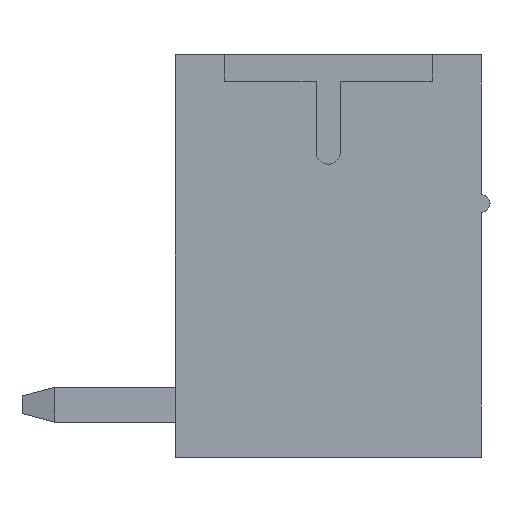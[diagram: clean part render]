
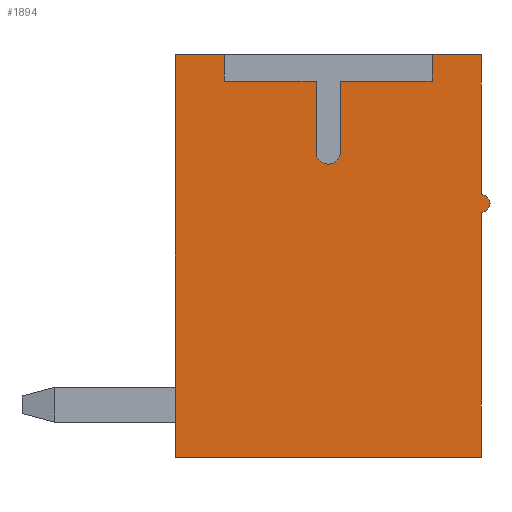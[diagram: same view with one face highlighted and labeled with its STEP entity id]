
A CAD part, left-side view. The second image highlights one B-rep face of the part: STEP entity #1894.
In plain terms, the highlighted planar face has unit normal (-1, 0, 0).
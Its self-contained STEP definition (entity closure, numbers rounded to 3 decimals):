
#1894 = ADVANCED_FACE( '', ( #4328 ), #4329, .F. );
#4328 = FACE_OUTER_BOUND( '', #7413, .T. );
#4329 = PLANE( '', #7414 );
#7413 = EDGE_LOOP( '', ( #12470, #12471, #12472, #12473, #12474, #12475, #12476, #12477, #12478, #12479, #12480, #12481, #12482, #12483 ) );
#7414 = AXIS2_PLACEMENT_3D( '', #12484, #12485, #12486 );
#12470 = ORIENTED_EDGE( '', *, *, #19567, .T. );
#12471 = ORIENTED_EDGE( '', *, *, #20702, .T. );
#12472 = ORIENTED_EDGE( '', *, *, #19115, .T. );
#12473 = ORIENTED_EDGE( '', *, *, #20703, .T. );
#12474 = ORIENTED_EDGE( '', *, *, #20704, .T. );
#12475 = ORIENTED_EDGE( '', *, *, #20705, .T. );
#12476 = ORIENTED_EDGE( '', *, *, #20706, .T. );
#12477 = ORIENTED_EDGE( '', *, *, #20135, .T. );
#12478 = ORIENTED_EDGE( '', *, *, #20707, .T. );
#12479 = ORIENTED_EDGE( '', *, *, #20708, .T. );
#12480 = ORIENTED_EDGE( '', *, *, #20709, .T. );
#12481 = ORIENTED_EDGE( '', *, *, #19691, .T. );
#12482 = ORIENTED_EDGE( '', *, *, #20710, .T. );
#12483 = ORIENTED_EDGE( '', *, *, #20261, .T. );
#12484 = CARTESIAN_POINT( '', ( -42.355, 0., 2.375 ) );
#12485 = DIRECTION( '', ( 1., 0., 0. ) );
#12486 = DIRECTION( '', ( 0., 0., -1. ) );
#19115 = EDGE_CURVE( '', #23003, #23001, #23004, .T. );
#19567 = EDGE_CURVE( '', #23799, #23800, #23801, .T. );
#19691 = EDGE_CURVE( '', #24014, #24015, #24016, .T. );
#20135 = EDGE_CURVE( '', #24784, #24782, #24785, .T. );
#20261 = EDGE_CURVE( '', #24984, #23799, #24985, .F. );
#20702 = EDGE_CURVE( '', #23800, #23003, #25678, .T. );
#20703 = EDGE_CURVE( '', #23001, #25679, #25680, .T. );
#20704 = EDGE_CURVE( '', #25679, #25681, #25682, .T. );
#20705 = EDGE_CURVE( '', #25681, #25683, #25684, .T. );
#20706 = EDGE_CURVE( '', #25683, #24784, #25685, .T. );
#20707 = EDGE_CURVE( '', #24782, #25686, #25687, .T. );
#20708 = EDGE_CURVE( '', #25686, #25688, #25689, .T. );
#20709 = EDGE_CURVE( '', #25688, #24014, #25690, .T. );
#20710 = EDGE_CURVE( '', #24015, #24984, #25691, .T. );
#23001 = VERTEX_POINT( '', #28732 );
#23003 = VERTEX_POINT( '', #28735 );
#23004 = LINE( '', #28736, #28737 );
#23799 = VERTEX_POINT( '', #29868 );
#23800 = VERTEX_POINT( '', #29869 );
#23801 = LINE( '', #29870, #29871 );
#24014 = VERTEX_POINT( '', #30179 );
#24015 = VERTEX_POINT( '', #30180 );
#24016 = LINE( '', #30181, #30182 );
#24782 = VERTEX_POINT( '', #31301 );
#24784 = VERTEX_POINT( '', #31304 );
#24785 = LINE( '', #31305, #31306 );
#24984 = VERTEX_POINT( '', #31589 );
#24985 = CIRCLE( '', #31590, 0.2 );
#25678 = LINE( '', #32619, #32620 );
#25679 = VERTEX_POINT( '', #32621 );
#25680 = LINE( '', #32622, #32623 );
#25681 = VERTEX_POINT( '', #32624 );
#25682 = LINE( '', #32625, #32626 );
#25683 = VERTEX_POINT( '', #32627 );
#25684 = CIRCLE( '', #32628, 0.275 );
#25685 = LINE( '', #32629, #32630 );
#25686 = VERTEX_POINT( '', #32631 );
#25687 = LINE( '', #32632, #32633 );
#25688 = VERTEX_POINT( '', #32634 );
#25689 = LINE( '', #32635, #32636 );
#25690 = LINE( '', #32637, #32638 );
#25691 = LINE( '', #32639, #32640 );
#28732 = CARTESIAN_POINT( '', ( -42.355, -2.375, 4. ) );
#28735 = CARTESIAN_POINT( '', ( -42.355, -2.375, 4.6 ) );
#28736 = CARTESIAN_POINT( '', ( -42.355, -2.375, 4.6 ) );
#28737 = VECTOR( '', #36650, 1000. );
#29868 = CARTESIAN_POINT( '', ( -42.355, -3.5, 1.4 ) );
#29869 = CARTESIAN_POINT( '', ( -42.355, -3.5, 4.6 ) );
#29870 = CARTESIAN_POINT( '', ( -42.355, -3.5, 1.4 ) );
#29871 = VECTOR( '', #37080, 1000. );
#30179 = CARTESIAN_POINT( '', ( -42.355, 3.5, -4.6 ) );
#30180 = CARTESIAN_POINT( '', ( -42.355, -3.5, -4.6 ) );
#30181 = CARTESIAN_POINT( '', ( -42.355, 3.5, -4.6 ) );
#30182 = VECTOR( '', #37194, 1000. );
#31301 = CARTESIAN_POINT( '', ( -42.355, 2.375, 4. ) );
#31304 = CARTESIAN_POINT( '', ( -42.355, 0.275, 4. ) );
#31305 = CARTESIAN_POINT( '', ( -42.355, 0.275, 4. ) );
#31306 = VECTOR( '', #37609, 1000. );
#31589 = CARTESIAN_POINT( '', ( -42.355, -3.5, 1. ) );
#31590 = AXIS2_PLACEMENT_3D( '', #37730, #37731, #37732 );
#32619 = CARTESIAN_POINT( '', ( -42.355, -3.871, 4.6 ) );
#32620 = VECTOR( '', #38096, 1000. );
#32621 = CARTESIAN_POINT( '', ( -42.355, -0.275, 4. ) );
#32622 = CARTESIAN_POINT( '', ( -42.355, -2.375, 4. ) );
#32623 = VECTOR( '', #38097, 1000. );
#32624 = CARTESIAN_POINT( '', ( -42.355, -0.275, 2.375 ) );
#32625 = CARTESIAN_POINT( '', ( -42.355, -0.275, 4. ) );
#32626 = VECTOR( '', #38098, 1000. );
#32627 = CARTESIAN_POINT( '', ( -42.355, 0.275, 2.375 ) );
#32628 = AXIS2_PLACEMENT_3D( '', #38099, #38100, #38101 );
#32629 = CARTESIAN_POINT( '', ( -42.355, 0.275, 2.375 ) );
#32630 = VECTOR( '', #38102, 1000. );
#32631 = CARTESIAN_POINT( '', ( -42.355, 2.375, 4.6 ) );
#32632 = CARTESIAN_POINT( '', ( -42.355, 2.375, 4. ) );
#32633 = VECTOR( '', #38103, 1000. );
#32634 = CARTESIAN_POINT( '', ( -42.355, 3.5, 4.6 ) );
#32635 = CARTESIAN_POINT( '', ( -42.355, 2.375, 4.6 ) );
#32636 = VECTOR( '', #38104, 1000. );
#32637 = CARTESIAN_POINT( '', ( -42.355, 3.5, 4.6 ) );
#32638 = VECTOR( '', #38105, 1000. );
#32639 = CARTESIAN_POINT( '', ( -42.355, -3.5, -4.6 ) );
#32640 = VECTOR( '', #38106, 1000. );
#36650 = DIRECTION( '', ( 0., 0., -1. ) );
#37080 = DIRECTION( '', ( 0., 0., 1. ) );
#37194 = DIRECTION( '', ( 0., -1., 0. ) );
#37609 = DIRECTION( '', ( 0., 1., 0. ) );
#37730 = CARTESIAN_POINT( '', ( -42.355, -3.5, 1.2 ) );
#37731 = DIRECTION( '', ( 1., 0., 0. ) );
#37732 = DIRECTION( '', ( 0., 0., -1. ) );
#38096 = DIRECTION( '', ( 0., 1., 0. ) );
#38097 = DIRECTION( '', ( 0., 1., 0. ) );
#38098 = DIRECTION( '', ( 0., 0., -1. ) );
#38099 = CARTESIAN_POINT( '', ( -42.355, 0., 2.375 ) );
#38100 = DIRECTION( '', ( 1., 0., 0. ) );
#38101 = DIRECTION( '', ( 0., -1., 0. ) );
#38102 = DIRECTION( '', ( 0., 0., 1. ) );
#38103 = DIRECTION( '', ( 0., 0., 1. ) );
#38104 = DIRECTION( '', ( 0., 1., 0. ) );
#38105 = DIRECTION( '', ( 0., 0., -1. ) );
#38106 = DIRECTION( '', ( 0., 0., 1. ) );
